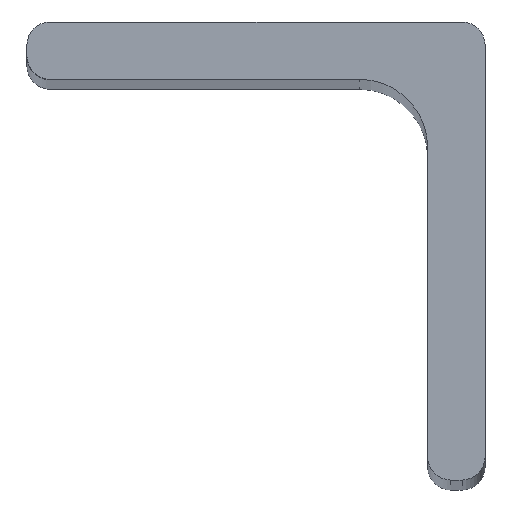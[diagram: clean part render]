
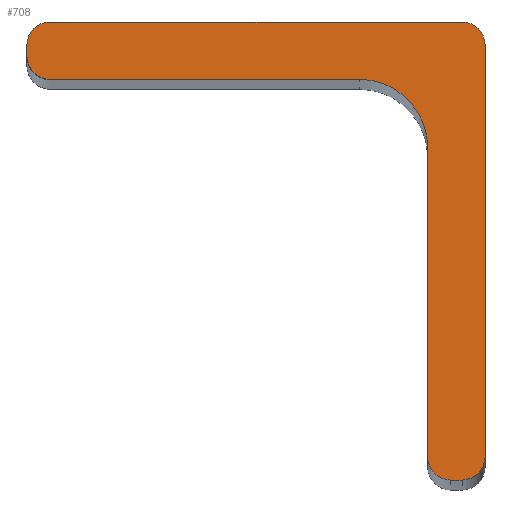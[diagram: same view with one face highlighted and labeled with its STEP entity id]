
A CAD part, top view. The second image highlights one B-rep face of the part: STEP entity #708.
In plain terms, the highlighted planar face has unit normal (0, 0, 1).
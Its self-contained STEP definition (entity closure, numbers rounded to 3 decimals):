
#92=CIRCLE('',#751,2.);
#98=CIRCLE('',#760,2.);
#112=CIRCLE('',#780,6.);
#113=CIRCLE('',#781,2.);
#114=CIRCLE('',#782,2.);
#115=CIRCLE('',#783,2.);
#208=ORIENTED_EDGE('',*,*,#313,.F.);
#209=ORIENTED_EDGE('',*,*,#354,.T.);
#210=ORIENTED_EDGE('',*,*,#325,.F.);
#211=ORIENTED_EDGE('',*,*,#348,.T.);
#212=ORIENTED_EDGE('',*,*,#345,.F.);
#213=ORIENTED_EDGE('',*,*,#388,.T.);
#214=ORIENTED_EDGE('',*,*,#368,.F.);
#215=ORIENTED_EDGE('',*,*,#389,.T.);
#216=ORIENTED_EDGE('',*,*,#372,.F.);
#217=ORIENTED_EDGE('',*,*,#390,.T.);
#218=ORIENTED_EDGE('',*,*,#384,.F.);
#219=ORIENTED_EDGE('',*,*,#391,.T.);
#313=EDGE_CURVE('',#409,#410,#473,.F.);
#325=EDGE_CURVE('',#421,#422,#483,.F.);
#345=EDGE_CURVE('',#441,#442,#501,.F.);
#348=EDGE_CURVE('',#421,#442,#92,.T.);
#354=EDGE_CURVE('',#409,#422,#98,.T.);
#368=EDGE_CURVE('',#452,#453,#508,.F.);
#372=EDGE_CURVE('',#456,#457,#512,.F.);
#384=EDGE_CURVE('',#468,#469,#520,.F.);
#388=EDGE_CURVE('',#441,#453,#112,.F.);
#389=EDGE_CURVE('',#452,#457,#113,.T.);
#390=EDGE_CURVE('',#456,#469,#114,.T.);
#391=EDGE_CURVE('',#468,#410,#115,.T.);
#409=VERTEX_POINT('',#1057);
#410=VERTEX_POINT('',#1059);
#421=VERTEX_POINT('',#1082);
#422=VERTEX_POINT('',#1084);
#441=VERTEX_POINT('',#1125);
#442=VERTEX_POINT('',#1127);
#452=VERTEX_POINT('',#1167);
#453=VERTEX_POINT('',#1168);
#456=VERTEX_POINT('',#1176);
#457=VERTEX_POINT('',#1177);
#468=VERTEX_POINT('',#1201);
#469=VERTEX_POINT('',#1202);
#473=LINE('',#1058,#537);
#483=LINE('',#1083,#547);
#501=LINE('',#1126,#565);
#508=LINE('',#1166,#572);
#512=LINE('',#1175,#576);
#520=LINE('',#1200,#584);
#537=VECTOR('',#828,1000.);
#547=VECTOR('',#844,1000.);
#565=VECTOR('',#872,1000.);
#572=VECTOR('',#925,1000.);
#576=VECTOR('',#931,1000.);
#584=VECTOR('',#949,1000.);
#618=EDGE_LOOP('',(#208,#209,#210,#211,#212,#213,#214,#215,#216,#217,#218,
#219));
#656=FACE_BOUND('',#618,.T.);
#684=PLANE('',#779);
#708=ADVANCED_FACE('',(#656),#684,.F.);
#751=AXIS2_PLACEMENT_3D('',#1132,#877,#878);
#760=AXIS2_PLACEMENT_3D('',#1141,#895,#896);
#779=AXIS2_PLACEMENT_3D('',#1208,#953,#954);
#780=AXIS2_PLACEMENT_3D('',#1209,#955,#956);
#781=AXIS2_PLACEMENT_3D('',#1210,#957,#958);
#782=AXIS2_PLACEMENT_3D('',#1211,#959,#960);
#783=AXIS2_PLACEMENT_3D('',#1212,#961,#962);
#828=DIRECTION('',(-1.,0.,0.));
#844=DIRECTION('',(0.,-1.,0.));
#872=DIRECTION('',(1.,0.,0.));
#877=DIRECTION('',(0.,0.,1.));
#878=DIRECTION('',(-1.,0.,0.));
#895=DIRECTION('',(0.,0.,1.));
#896=DIRECTION('',(-1.,0.,0.));
#925=DIRECTION('',(0.,-1.,0.));
#931=DIRECTION('',(1.,0.,0.));
#949=DIRECTION('',(0.,1.,0.));
#953=DIRECTION('',(0.,0.,-1.));
#954=DIRECTION('',(-1.,0.,0.));
#955=DIRECTION('',(0.,0.,1.));
#956=DIRECTION('',(-1.,0.,0.));
#957=DIRECTION('',(0.,0.,1.));
#958=DIRECTION('',(-1.,0.,0.));
#959=DIRECTION('',(0.,0.,1.));
#960=DIRECTION('',(-1.,0.,0.));
#961=DIRECTION('',(0.,0.,1.));
#962=DIRECTION('',(-1.,0.,0.));
#1057=CARTESIAN_POINT('',(-38.,0.,500.));
#1058=CARTESIAN_POINT('',(0.,0.,500.));
#1059=CARTESIAN_POINT('',(-2.,0.,500.));
#1082=CARTESIAN_POINT('',(-40.,-3.,500.));
#1083=CARTESIAN_POINT('',(-40.,0.,500.));
#1084=CARTESIAN_POINT('',(-40.,-2.,500.));
#1125=CARTESIAN_POINT('',(-11.,-5.,500.));
#1126=CARTESIAN_POINT('',(-40.,-5.,500.));
#1127=CARTESIAN_POINT('',(-38.,-5.,500.));
#1132=CARTESIAN_POINT('',(-38.,-3.,500.));
#1141=CARTESIAN_POINT('',(-38.,-2.,500.));
#1166=CARTESIAN_POINT('',(-5.,-5.,500.));
#1167=CARTESIAN_POINT('',(-5.,-38.,500.));
#1168=CARTESIAN_POINT('',(-5.,-11.,500.));
#1175=CARTESIAN_POINT('',(-5.,-40.,500.));
#1176=CARTESIAN_POINT('',(-2.,-40.,500.));
#1177=CARTESIAN_POINT('',(-3.,-40.,500.));
#1200=CARTESIAN_POINT('',(0.,-40.,500.));
#1201=CARTESIAN_POINT('',(0.,-2.,500.));
#1202=CARTESIAN_POINT('',(0.,-38.,500.));
#1208=CARTESIAN_POINT('',(0.,0.,500.));
#1209=CARTESIAN_POINT('',(-11.,-11.,500.));
#1210=CARTESIAN_POINT('',(-3.,-38.,500.));
#1211=CARTESIAN_POINT('',(-2.,-38.,500.));
#1212=CARTESIAN_POINT('',(-2.,-2.,500.));
